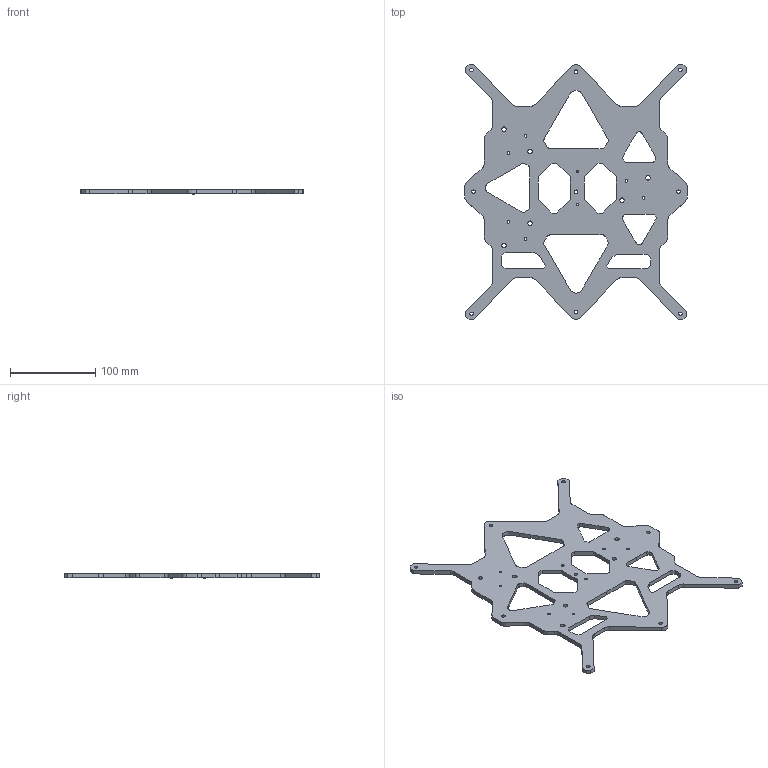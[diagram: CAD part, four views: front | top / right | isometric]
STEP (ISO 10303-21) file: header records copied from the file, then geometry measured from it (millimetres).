
FILE_DESCRIPTION(/* description */ (''),/* implementation_level */ '2;1');
FILE_NAME(/* name */ 'Y_CARRIAGE v1.step',/* time_stamp */ '2021-09-09T23:49:10+02:00',/* author */ (''),/* organization */ (''),/* preprocessor_version */ 'ST-DEVELOPER v18.1',/* originating_system */ 'Autodesk Translation Framework v10.10.0.1391',/* authorisation */ '');
FILE_SCHEMA (('AUTOMOTIVE_DESIGN { 1 0 10303 214 3 1 1 }'));
Length unit declared in the file: millimetre
Products named in the file (1): Y_CARRIAGE
Bounding box: 260.04 x 299.17 x 5.5 mm (x, y, z)
Volume: 184344 mm3; surface area: 89273.3 mm2
Topology: 3 solids, 3 shells, 286 faces, 840 edges, 560 vertices
Faces by surface type: cylinder 99, bspline 97, plane 90
Full cylindrical faces by diameter (mm): 2.529 x10, 3.086 x4, 3.2 x6, 4.2 x9, 5.2 x6
Entity records: 13275 total; most frequent: CARTESIAN_POINT 6407, ORIENTED_EDGE 1680, DIRECTION 1048, EDGE_CURVE 840, VERTEX_POINT 560, LINE 448, VECTOR 448, EDGE_LOOP 350
